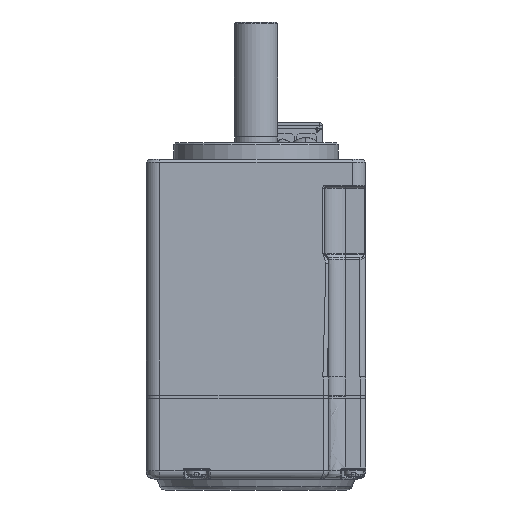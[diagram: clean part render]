
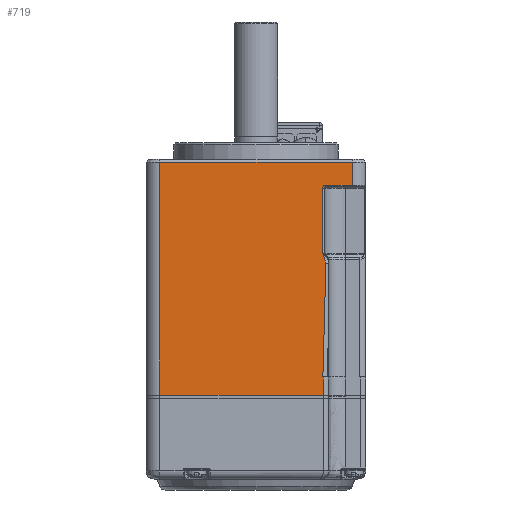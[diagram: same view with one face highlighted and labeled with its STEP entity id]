
A CAD part, front view. The second image highlights one B-rep face of the part: STEP entity #719.
In plain terms, the highlighted planar face has unit normal (0, -1, 0).
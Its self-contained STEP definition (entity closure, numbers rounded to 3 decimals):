
#69=CARTESIAN_POINT('',(12.26,-20.,-59.25));
#70=VERTEX_POINT('',#69);
#78=CARTESIAN_POINT('',(-17.5,-20.,-59.25));
#79=VERTEX_POINT('',#78);
#80=CARTESIAN_POINT('',(12.26,-20.,-59.25));
#81=DIRECTION('',(-1.,0.,0.));
#82=VECTOR('',#81,29.76);
#83=LINE('',#80,#82);
#84=EDGE_CURVE('',#70,#79,#83,.T.);
#610=CARTESIAN_POINT('',(12.26,-20.,-55.95));
#611=VERTEX_POINT('',#610);
#612=CARTESIAN_POINT('',(12.26,-20.,-55.95));
#613=DIRECTION('',(0.,0.,-1.));
#614=VECTOR('',#613,3.3);
#615=LINE('',#612,#614);
#616=EDGE_CURVE('',#611,#70,#615,.T.);
#630=CARTESIAN_POINT('',(-0.046,-20.,-44.736));
#631=DIRECTION('',(0.,0.,1.));
#632=DIRECTION('',(0.,-1.,0.));
#633=AXIS2_PLACEMENT_3D('',#630,#632,#631);
#634=PLANE('',#633);
#635=CARTESIAN_POINT('',(12.163,-20.,-33.533));
#636=VERTEX_POINT('',#635);
#637=CARTESIAN_POINT('',(12.16,-20.,-33.473));
#638=VERTEX_POINT('',#637);
#639=CARTESIAN_POINT('',(12.76,-20.,-33.473));
#640=DIRECTION('',(-0.995,0.,-0.101));
#641=DIRECTION('',(0.,1.,0.));
#642=AXIS2_PLACEMENT_3D('',#639,#641,#640);
#643=CIRCLE('',#642,0.6);
#644=EDGE_CURVE('',#636,#638,#643,.T.);
#645=ORIENTED_EDGE('',*,*,#644,.T.);
#646=CARTESIAN_POINT('',(12.16,-20.,-21.6));
#647=VERTEX_POINT('',#646);
#648=CARTESIAN_POINT('',(12.16,-20.,-33.473));
#649=DIRECTION('',(0.,0.,1.));
#650=VECTOR('',#649,11.873);
#651=LINE('',#648,#650);
#652=EDGE_CURVE('',#638,#647,#651,.T.);
#653=ORIENTED_EDGE('',*,*,#652,.T.);
#654=CARTESIAN_POINT('',(12.66,-20.,-21.1));
#655=VERTEX_POINT('',#654);
#656=CARTESIAN_POINT('',(12.66,-20.,-21.6));
#657=DIRECTION('',(-1.,0.,0.));
#658=DIRECTION('',(-0.,1.,0.));
#659=AXIS2_PLACEMENT_3D('',#656,#658,#657);
#660=CIRCLE('',#659,0.5);
#661=EDGE_CURVE('',#647,#655,#660,.T.);
#662=ORIENTED_EDGE('',*,*,#661,.T.);
#663=CARTESIAN_POINT('',(17.5,-20.,-21.1));
#664=VERTEX_POINT('',#663);
#665=CARTESIAN_POINT('',(12.66,-20.,-21.1));
#666=DIRECTION('',(1.,0.,0.));
#667=VECTOR('',#666,4.84);
#668=LINE('',#665,#667);
#669=EDGE_CURVE('',#655,#664,#668,.T.);
#670=ORIENTED_EDGE('',*,*,#669,.T.);
#671=CARTESIAN_POINT('',(17.5,-20.,-16.9));
#672=VERTEX_POINT('',#671);
#673=CARTESIAN_POINT('',(17.5,-20.,-21.1));
#674=DIRECTION('',(0.,0.,1.));
#675=VECTOR('',#674,4.2);
#676=LINE('',#673,#675);
#677=EDGE_CURVE('',#664,#672,#676,.T.);
#678=ORIENTED_EDGE('',*,*,#677,.T.);
#679=CARTESIAN_POINT('',(-17.5,-20.,-16.9));
#680=VERTEX_POINT('',#679);
#681=CARTESIAN_POINT('',(17.5,-20.,-16.9));
#682=DIRECTION('',(-1.,0.,0.));
#683=VECTOR('',#682,35.);
#684=LINE('',#681,#683);
#685=EDGE_CURVE('',#672,#680,#684,.T.);
#686=ORIENTED_EDGE('',*,*,#685,.T.);
#687=CARTESIAN_POINT('',(-17.5,-20.,-59.25));
#688=DIRECTION('',(0.,0.,1.));
#689=VECTOR('',#688,42.35);
#690=LINE('',#687,#689);
#691=EDGE_CURVE('',#79,#680,#690,.T.);
#692=ORIENTED_EDGE('',*,*,#691,.F.);
#693=ORIENTED_EDGE('',*,*,#84,.F.);
#694=ORIENTED_EDGE('',*,*,#616,.F.);
#695=CARTESIAN_POINT('',(12.16,-20.,-55.95));
#696=VERTEX_POINT('',#695);
#697=CARTESIAN_POINT('',(12.26,-20.,-55.95));
#698=DIRECTION('',(-1.,0.,0.));
#699=VECTOR('',#698,0.1);
#700=LINE('',#697,#699);
#701=EDGE_CURVE('',#611,#696,#700,.T.);
#702=ORIENTED_EDGE('',*,*,#701,.T.);
#703=CARTESIAN_POINT('',(12.712,-20.,-35.233));
#704=VERTEX_POINT('',#703);
#705=CARTESIAN_POINT('',(12.16,-20.,-55.95));
#706=DIRECTION('',(0.027,0.,1.));
#707=VECTOR('',#706,20.724);
#708=LINE('',#705,#707);
#709=EDGE_CURVE('',#696,#704,#708,.T.);
#710=ORIENTED_EDGE('',*,*,#709,.T.);
#711=CARTESIAN_POINT('',(12.712,-20.,-35.233));
#712=DIRECTION('',(-0.307,0.,0.952));
#713=VECTOR('',#712,1.787);
#714=LINE('',#711,#713);
#715=EDGE_CURVE('',#704,#636,#714,.T.);
#716=ORIENTED_EDGE('',*,*,#715,.T.);
#717=EDGE_LOOP('',(#645,#653,#662,#670,#678,#686,#692,#693,#694,#702,#710,#716));
#718=FACE_OUTER_BOUND('',#717,.T.);
#719=ADVANCED_FACE('',(#718),#634,.T.);
